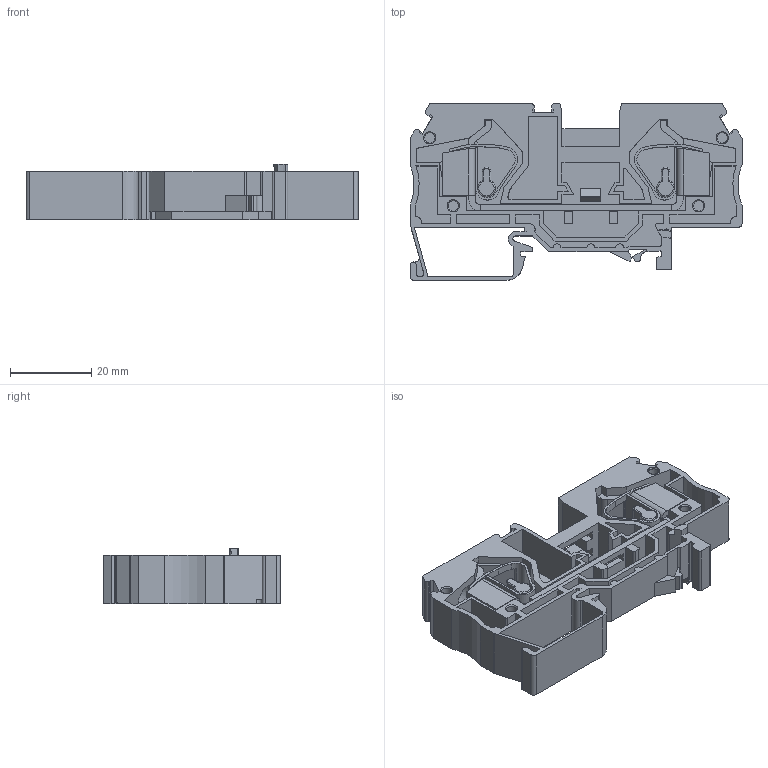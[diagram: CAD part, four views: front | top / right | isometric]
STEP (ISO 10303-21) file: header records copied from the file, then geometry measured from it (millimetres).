
FILE_DESCRIPTION(/* description */ ('Unknown'),/* implementation_level */ '2;1');
FILE_NAME(/* name */ 'DST 16',/* time_stamp */ '2018-11-03T10:11:29+06:00',/* author */ ('Unknown'),/* organization */ ('Unknown'),/* preprocessor_version */ 'ST-DEVELOPER v16.7',/* originating_system */ 'DEX',/* authorisation */ $);
FILE_SCHEMA (('AUTOMOTIVE_DESIGN {1 0 10303 214 3 1 1}'));
Length unit declared in the file: millimetre
Products named in the file (1): Part1
Bounding box: 81.79 x 43.5 x 13.75 mm (x, y, z)
Volume: 15146.7 mm3; surface area: 20880.4 mm2
Topology: 1 solids, 1 shells, 582 faces, 1702 edges, 1110 vertices
Faces by surface type: plane 411, cylinder 153, torus 13, cone 4, bspline 1
Full cylindrical faces by diameter (mm): 3 x4, 9.5 x2
Entity records: 23301 total; most frequent: CARTESIAN_POINT 3539, ORIENTED_EDGE 3372, DIRECTION 3176, EDGE_CURVE 1686, LINE 1288, VECTOR 1288, VERTEX_POINT 1104, AXIS2_PLACEMENT_3D 944
